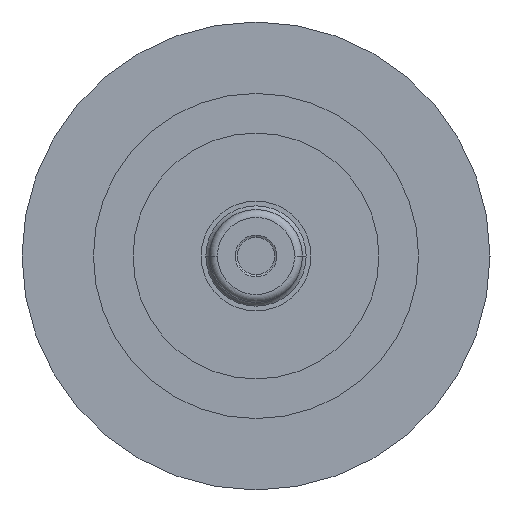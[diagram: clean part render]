
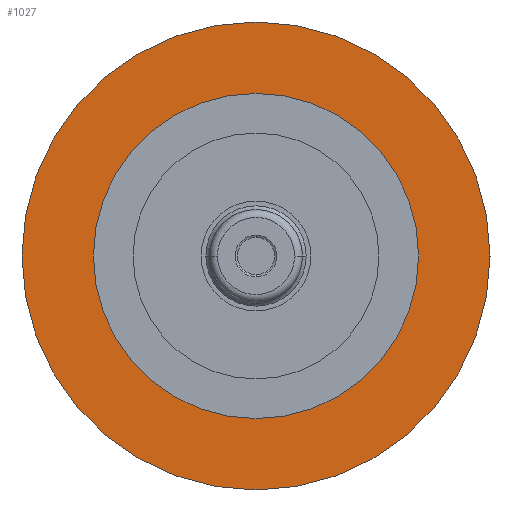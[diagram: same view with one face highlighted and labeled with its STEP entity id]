
A CAD part, front view. The second image highlights one B-rep face of the part: STEP entity #1027.
In plain terms, the highlighted planar face has unit normal (0, -1, 0).
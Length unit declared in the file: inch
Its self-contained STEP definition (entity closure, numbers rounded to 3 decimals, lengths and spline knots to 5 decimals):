
#46 = DIRECTION ( 'NONE',  ( 0., 0., 1. ) ) ;
#53 = AXIS2_PLACEMENT_3D ( 'NONE', #1384, #114, #1312 ) ;
#93 = EDGE_CURVE ( 'NONE', #379, #701, #2172, .T. ) ;
#100 = DIRECTION ( 'NONE',  ( 0., 0., -1. ) ) ;
#114 = DIRECTION ( 'NONE',  ( 0., -1., 0. ) ) ;
#193 = EDGE_LOOP ( 'NONE', ( #1289, #2067 ) ) ;
#202 = CARTESIAN_POINT ( 'NONE',  ( 0.03148, -0.05694, -0.38455 ) ) ;
#240 = EDGE_LOOP ( 'NONE', ( #2140, #1983 ) ) ;
#379 = VERTEX_POINT ( 'NONE', #2121 ) ;
#391 = CARTESIAN_POINT ( 'NONE',  ( 0.03148, -0.05694, -0.56455 ) ) ;
#393 = FACE_BOUND ( 'NONE', #240, .T. ) ;
#459 = AXIS2_PLACEMENT_3D ( 'NONE', #542, #1743, #713 ) ;
#542 = CARTESIAN_POINT ( 'NONE',  ( 0.03148, -0.05694, 0.02545 ) ) ;
#607 = PLANE ( 'NONE',  #1099 ) ;
#684 = CIRCLE ( 'NONE', #459, 0.41 ) ;
#701 = VERTEX_POINT ( 'NONE', #202 ) ;
#713 = DIRECTION ( 'NONE',  ( 0., 0., 1. ) ) ;
#747 = DIRECTION ( 'NONE',  ( 0., 1., 0. ) ) ;
#823 = CIRCLE ( 'NONE', #1927, 0.59 ) ;
#850 = FACE_OUTER_BOUND ( 'NONE', #193, .T. ) ;
#911 = DIRECTION ( 'NONE',  ( 0., -1., 0. ) ) ;
#915 = VERTEX_POINT ( 'NONE', #1783 ) ;
#1027 = ADVANCED_FACE ( 'NONE', ( #393, #850 ), #607, .T. ) ;
#1099 = AXIS2_PLACEMENT_3D ( 'NONE', #1807, #1124, #100 ) ;
#1124 = DIRECTION ( 'NONE',  ( 0., -1., 0. ) ) ;
#1289 = ORIENTED_EDGE ( 'NONE', *, *, #1626, .T. ) ;
#1312 = DIRECTION ( 'NONE',  ( 0., 0., 1. ) ) ;
#1384 = CARTESIAN_POINT ( 'NONE',  ( 0.03148, -0.05694, 0.02545 ) ) ;
#1589 = EDGE_CURVE ( 'NONE', #1980, #915, #823, .T. ) ;
#1626 = EDGE_CURVE ( 'NONE', #915, #1980, #2083, .T. ) ;
#1743 = DIRECTION ( 'NONE',  ( 0., 1., 0. ) ) ;
#1774 = CARTESIAN_POINT ( 'NONE',  ( 0.03148, -0.05694, 0.02545 ) ) ;
#1776 = AXIS2_PLACEMENT_3D ( 'NONE', #1774, #747, #46 ) ;
#1783 = CARTESIAN_POINT ( 'NONE',  ( 0.03148, -0.05694, 0.61545 ) ) ;
#1807 = CARTESIAN_POINT ( 'NONE',  ( -0.55852, -0.05694, 0.02545 ) ) ;
#1915 = EDGE_CURVE ( 'NONE', #701, #379, #684, .T. ) ;
#1927 = AXIS2_PLACEMENT_3D ( 'NONE', #1941, #911, #2116 ) ;
#1941 = CARTESIAN_POINT ( 'NONE',  ( 0.03148, -0.05694, 0.02545 ) ) ;
#1980 = VERTEX_POINT ( 'NONE', #391 ) ;
#1983 = ORIENTED_EDGE ( 'NONE', *, *, #1915, .T. ) ;
#2067 = ORIENTED_EDGE ( 'NONE', *, *, #1589, .T. ) ;
#2083 = CIRCLE ( 'NONE', #53, 0.59 ) ;
#2116 = DIRECTION ( 'NONE',  ( 0., 0., 1. ) ) ;
#2121 = CARTESIAN_POINT ( 'NONE',  ( 0.03148, -0.05694, 0.43545 ) ) ;
#2140 = ORIENTED_EDGE ( 'NONE', *, *, #93, .T. ) ;
#2172 = CIRCLE ( 'NONE', #1776, 0.41 ) ;
